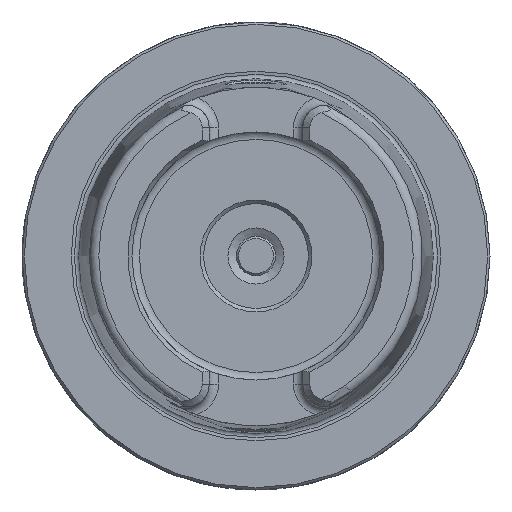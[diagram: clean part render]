
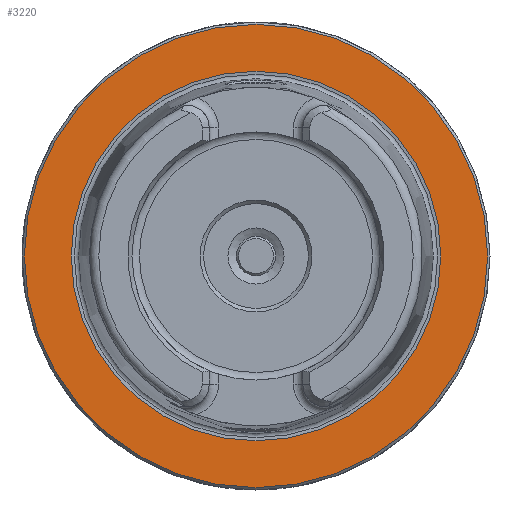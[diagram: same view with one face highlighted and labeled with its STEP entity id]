
A CAD part, left-side view. The second image highlights one B-rep face of the part: STEP entity #3220.
In plain terms, the highlighted planar face has unit normal (-1, 0, 0).
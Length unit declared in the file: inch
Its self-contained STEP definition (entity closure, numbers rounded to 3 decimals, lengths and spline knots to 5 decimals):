
#3186=CARTESIAN_POINT('',(0.0,1.94882,0.));
#3187=VERTEX_POINT('',#3186);
#3188=CARTESIAN_POINT('',(0.0,0.0,0.0));
#3189=DIRECTION('',(1.0,0.0,0.0));
#3190=DIRECTION('',(0.0,-1.0,0.0));
#3191=AXIS2_PLACEMENT_3D('',#3188,#3189,#3190);
#3192=CIRCLE('',#3191,1.94882);
#3193=EDGE_CURVE('',#3187,#3187,#3192,.T.);
#3201=CARTESIAN_POINT('',(0.0,0.98425,0.0));
#3202=DIRECTION('',(-1.0,0.0,0.0));
#3203=DIRECTION('',(0.0,0.0,1.0));
#3204=AXIS2_PLACEMENT_3D('',#3201,#3202,#3203);
#3205=PLANE('',#3204);
#3206=ORIENTED_EDGE('',*,*,#3193,.F.);
#3207=EDGE_LOOP('',(#3206));
#3208=FACE_OUTER_BOUND('',#3207,.T.);
#3209=CARTESIAN_POINT('',(0.0,1.55442,0.0));
#3210=VERTEX_POINT('',#3209);
#3211=CARTESIAN_POINT('',(0.0,0.0,0.0));
#3212=DIRECTION('',(1.0,0.0,0.0));
#3213=DIRECTION('',(0.0,1.0,0.0));
#3214=AXIS2_PLACEMENT_3D('',#3211,#3212,#3213);
#3215=CIRCLE('',#3214,1.55442);
#3216=EDGE_CURVE('',#3210,#3210,#3215,.T.);
#3217=ORIENTED_EDGE('',*,*,#3216,.T.);
#3218=EDGE_LOOP('',(#3217));
#3219=FACE_BOUND('',#3218,.T.);
#3220=ADVANCED_FACE('',(#3208,#3219),#3205,.T.);
